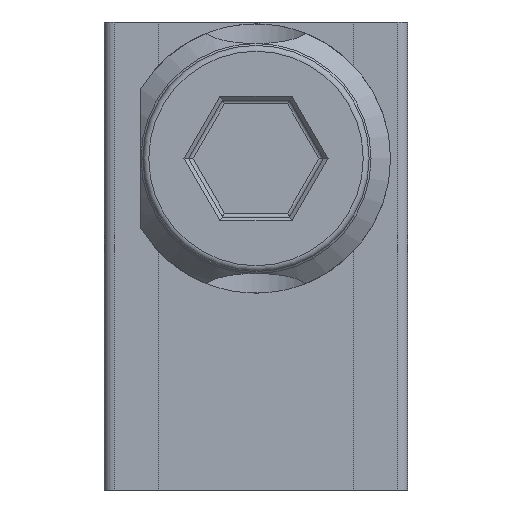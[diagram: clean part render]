
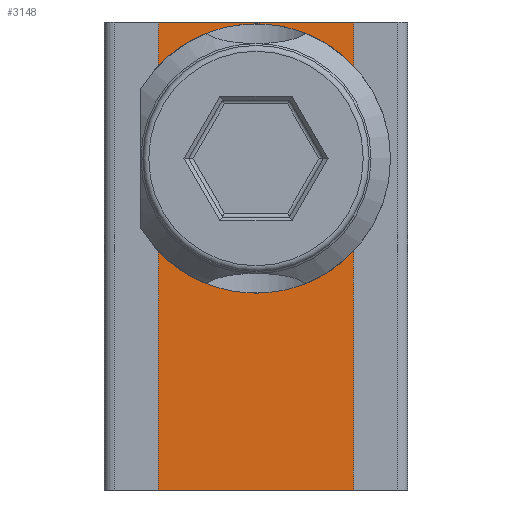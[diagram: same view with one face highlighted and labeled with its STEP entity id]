
A CAD part, front view. The second image highlights one B-rep face of the part: STEP entity #3148.
In plain terms, the highlighted planar face has unit normal (0, -1, 0).
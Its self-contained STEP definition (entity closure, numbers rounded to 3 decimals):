
#2931=CARTESIAN_POINT('',(1.871,0.0,8.5));
#2932=VERTEX_POINT('',#2931);
#2933=CARTESIAN_POINT('',(0.0,0.0,8.5));
#2934=DIRECTION('',(0.0,-1.0,0.0));
#2935=DIRECTION('',(-1.0,0.0,0.0));
#2936=AXIS2_PLACEMENT_3D('',#2933,#2934,#2935);
#2937=CIRCLE('',#2936,1.871);
#2938=EDGE_CURVE('',#2932,#2932,#2937,.T.);
#3106=CARTESIAN_POINT('',(-2.5,0.0,0.0));
#3107=DIRECTION('',(0.0,-1.0,0.0));
#3108=DIRECTION('',(1.0,0.0,0.0));
#3109=AXIS2_PLACEMENT_3D('',#3106,#3107,#3108);
#3110=PLANE('',#3109);
#3111=CARTESIAN_POINT('',(-2.5,0.0,0.0));
#3112=VERTEX_POINT('',#3111);
#3113=CARTESIAN_POINT('',(2.5,0.0,0.0));
#3114=VERTEX_POINT('',#3113);
#3115=CARTESIAN_POINT('',(-2.5,0.0,0.0));
#3116=DIRECTION('',(1.0,0.0,0.0));
#3117=VECTOR('',#3116,5.0);
#3118=LINE('',#3115,#3117);
#3119=EDGE_CURVE('',#3112,#3114,#3118,.T.);
#3120=ORIENTED_EDGE('',*,*,#3119,.T.);
#3121=CARTESIAN_POINT('',(2.5,0.0,12.));
#3122=VERTEX_POINT('',#3121);
#3123=CARTESIAN_POINT('',(2.5,0.0,0.0));
#3124=DIRECTION('',(0.0,0.0,1.0));
#3125=VECTOR('',#3124,12.);
#3126=LINE('',#3123,#3125);
#3127=EDGE_CURVE('',#3114,#3122,#3126,.T.);
#3128=ORIENTED_EDGE('',*,*,#3127,.T.);
#3129=CARTESIAN_POINT('',(-2.5,0.0,12.));
#3130=VERTEX_POINT('',#3129);
#3131=CARTESIAN_POINT('',(-2.5,0.0,12.));
#3132=DIRECTION('',(1.0,0.0,0.0));
#3133=VECTOR('',#3132,5.0);
#3134=LINE('',#3131,#3133);
#3135=EDGE_CURVE('',#3130,#3122,#3134,.T.);
#3136=ORIENTED_EDGE('',*,*,#3135,.F.);
#3137=CARTESIAN_POINT('',(-2.5,0.0,0.0));
#3138=DIRECTION('',(0.0,0.0,1.0));
#3139=VECTOR('',#3138,12.);
#3140=LINE('',#3137,#3139);
#3141=EDGE_CURVE('',#3112,#3130,#3140,.T.);
#3142=ORIENTED_EDGE('',*,*,#3141,.F.);
#3143=EDGE_LOOP('',(#3120,#3128,#3136,#3142));
#3144=FACE_OUTER_BOUND('',#3143,.T.);
#3145=ORIENTED_EDGE('',*,*,#2938,.F.);
#3146=EDGE_LOOP('',(#3145));
#3147=FACE_BOUND('',#3146,.T.);
#3148=ADVANCED_FACE('',(#3144,#3147),#3110,.T.);
